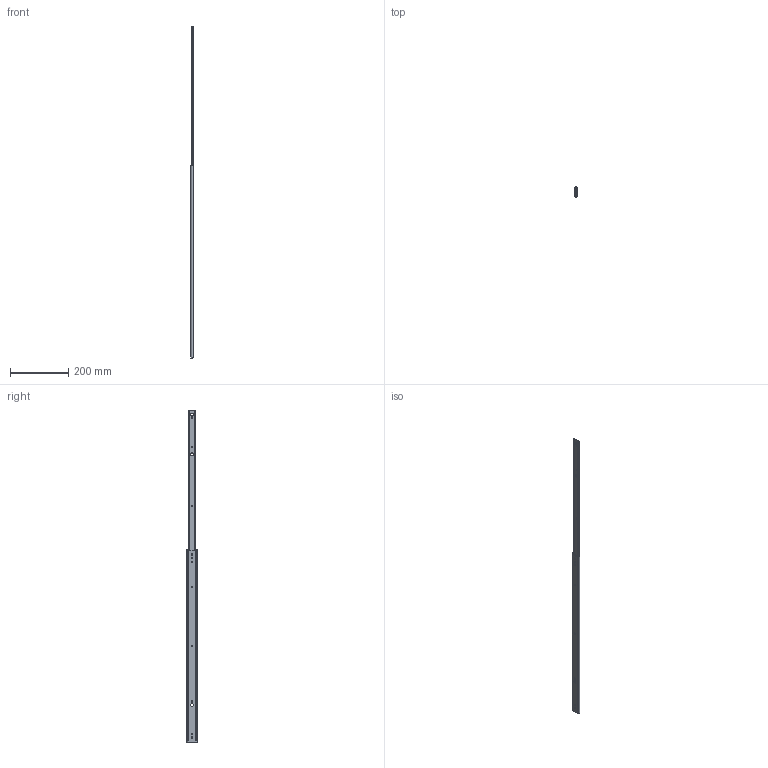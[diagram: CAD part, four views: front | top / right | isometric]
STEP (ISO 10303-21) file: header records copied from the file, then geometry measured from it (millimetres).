
FILE_DESCRIPTION (( 'STEP AP203' ), '1' );
FILE_NAME ('U21-26.STEP', '2020-06-25T00:18:34', ( '' ), ( '' ), 'SwSTEP 2.0', 'SolidWorks 2019', '' );
FILE_SCHEMA (( 'CONFIG_CONTROL_DESIGN' ));
Length unit declared in the file: millimetre
Products named in the file (3): IM U21-26; OM U21-26; U21-26
Assembly tree (2 placements, depth 2):
  U21-26
    OM U21-26
    IM U21-26
Bounding box: 9.5 x 35.08 x 1141.05 mm (x, y, z)
Volume: 77932.3 mm3; surface area: 108399.8 mm2
Topology: 2 solids, 2 shells, 143 faces, 415 edges, 276 vertices
Faces by surface type: cylinder 73, plane 70
Entity records: 5232 total; most frequent: CARTESIAN_POINT 1031, ORIENTED_EDGE 830, DIRECTION 817, EDGE_CURVE 415, AXIS2_PLACEMENT_3D 286, VERTEX_POINT 276, LINE 245, VECTOR 245
